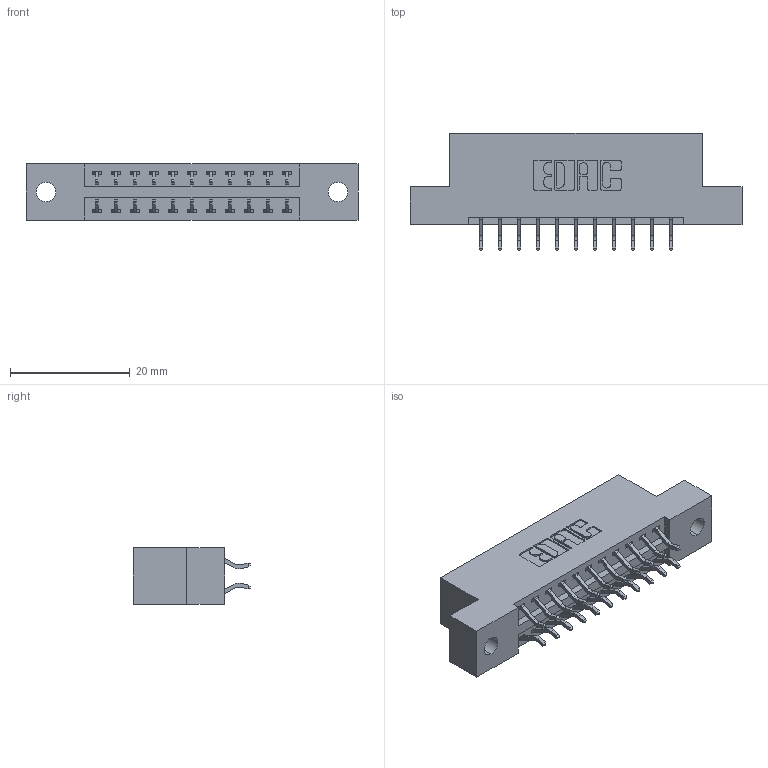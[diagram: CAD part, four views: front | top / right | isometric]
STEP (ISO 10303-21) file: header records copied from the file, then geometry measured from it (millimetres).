
FILE_DESCRIPTION (( 'STEP AP203' ), '1' );
FILE_NAME ('396-022-556-202.STEP', '2019-10-30T03:56:40', ( '' ), ( '' ), 'SwSTEP 2.0', 'SolidWorks 2016', '' );
FILE_SCHEMA (( 'CONFIG_CONTROL_DESIGN' ));
Length unit declared in the file: inch
Products named in the file (3): 345-292-001_556 Tail; 396-022-556-202; 346 Part_Flush Mounting Lugs - 0.128 Dia
Assembly tree (23 placements, depth 2):
  396-022-556-202
    346 Part_Flush Mounting Lugs - 0.128 Dia
    345-292-001_556 Tail  x22
Bounding box: 55.5 x 19.57 x 9.4 mm (x, y, z)
Volume: 5133.5 mm3; surface area: 6279.4 mm2
Topology: 23 solids, 23 shells, 1398 faces, 4135 edges, 2726 vertices
Faces by surface type: plane 934, cylinder 464
Entity records: 11575 total; most frequent: CARTESIAN_POINT 1964, ORIENTED_EDGE 1886, DIRECTION 1771, EDGE_CURVE 943, LINE 759, VECTOR 759, VERTEX_POINT 626, AXIS2_PLACEMENT_3D 506
